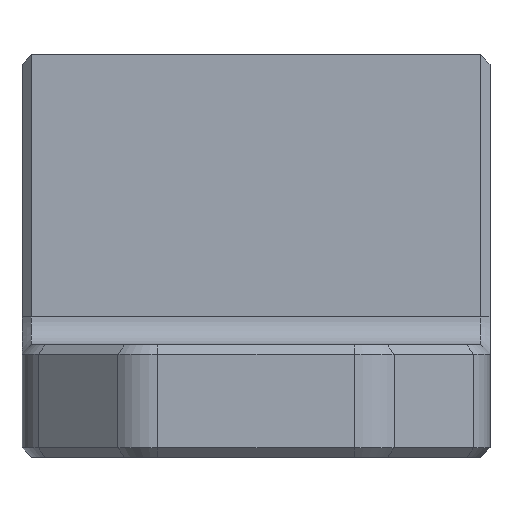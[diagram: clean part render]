
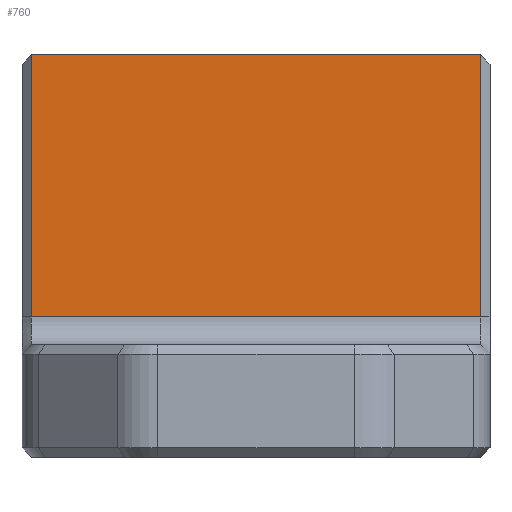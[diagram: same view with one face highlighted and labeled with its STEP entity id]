
A CAD part, left-side view. The second image highlights one B-rep face of the part: STEP entity #760.
In plain terms, the highlighted planar face has unit normal (-1, 0, 0).
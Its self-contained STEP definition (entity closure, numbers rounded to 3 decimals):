
#126 = VERTEX_POINT('',#127);
#127 = CARTESIAN_POINT('',(42.,-24.,-28.));
#134 = EDGE_CURVE('',#135,#126,#137,.T.);
#135 = VERTEX_POINT('',#136);
#136 = CARTESIAN_POINT('',(42.,24.,-28.));
#137 = LINE('',#138,#139);
#138 = CARTESIAN_POINT('',(42.,25.,-28.));
#139 = VECTOR('',#140,1.);
#140 = DIRECTION('',(0.,-1.,0.));
#760 = ADVANCED_FACE('',(#761),#786,.F.);
#761 = FACE_BOUND('',#762,.F.);
#762 = EDGE_LOOP('',(#763,#773,#779,#780));
#763 = ORIENTED_EDGE('',*,*,#764,.T.);
#764 = EDGE_CURVE('',#765,#767,#769,.T.);
#765 = VERTEX_POINT('',#766);
#766 = CARTESIAN_POINT('',(42.,24.,0.));
#767 = VERTEX_POINT('',#768);
#768 = CARTESIAN_POINT('',(42.,-24.,0.));
#769 = LINE('',#770,#771);
#770 = CARTESIAN_POINT('',(42.,25.,0.));
#771 = VECTOR('',#772,1.);
#772 = DIRECTION('',(0.,-1.,0.));
#773 = ORIENTED_EDGE('',*,*,#774,.T.);
#774 = EDGE_CURVE('',#767,#126,#775,.T.);
#775 = LINE('',#776,#777);
#776 = CARTESIAN_POINT('',(42.,-24.,0.));
#777 = VECTOR('',#778,1.);
#778 = DIRECTION('',(0.,0.,-1.));
#779 = ORIENTED_EDGE('',*,*,#134,.F.);
#780 = ORIENTED_EDGE('',*,*,#781,.T.);
#781 = EDGE_CURVE('',#135,#765,#782,.T.);
#782 = LINE('',#783,#784);
#783 = CARTESIAN_POINT('',(42.,24.,-28.));
#784 = VECTOR('',#785,1.);
#785 = DIRECTION('',(0.,0.,1.));
#786 = PLANE('',#787);
#787 = AXIS2_PLACEMENT_3D('',#788,#789,#790);
#788 = CARTESIAN_POINT('',(42.,25.,0.));
#789 = DIRECTION('',(1.,0.,0.));
#790 = DIRECTION('',(0.,0.,-1.));
